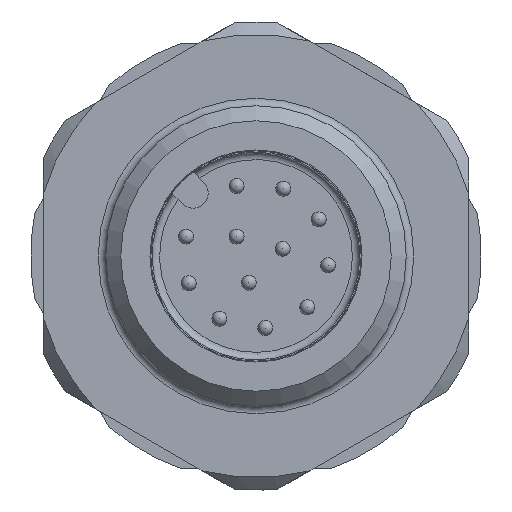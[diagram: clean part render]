
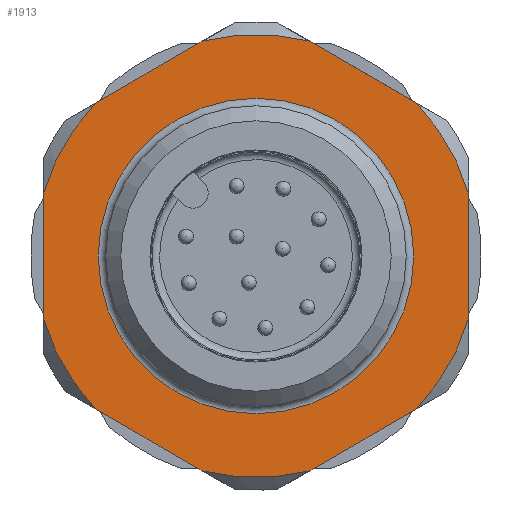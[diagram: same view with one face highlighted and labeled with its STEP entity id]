
A CAD part, front view. The second image highlights one B-rep face of the part: STEP entity #1913.
In plain terms, the highlighted planar face has unit normal (0, -1, 0).
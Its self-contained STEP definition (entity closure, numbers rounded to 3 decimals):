
#268=PLANE('',#2661);
#354=LINE('',#3923,#434);
#355=LINE('',#3924,#435);
#356=LINE('',#3925,#436);
#357=LINE('',#3926,#437);
#358=LINE('',#3927,#438);
#359=LINE('',#3928,#439);
#434=VECTOR('',#3073,1.);
#435=VECTOR('',#3074,1.);
#436=VECTOR('',#3075,1.);
#437=VECTOR('',#3076,1.);
#438=VECTOR('',#3077,1.);
#439=VECTOR('',#3078,1.);
#510=EDGE_LOOP('',(#906));
#511=EDGE_LOOP('',(#907,#908,#909,#910,#911,#912,#913,#914,#915,#916,#917,
#918));
#906=ORIENTED_EDGE('',*,*,#1470,.T.);
#907=ORIENTED_EDGE('',*,*,#1453,.F.);
#908=ORIENTED_EDGE('',*,*,#1471,.T.);
#909=ORIENTED_EDGE('',*,*,#1455,.F.);
#910=ORIENTED_EDGE('',*,*,#1472,.T.);
#911=ORIENTED_EDGE('',*,*,#1468,.F.);
#912=ORIENTED_EDGE('',*,*,#1473,.T.);
#913=ORIENTED_EDGE('',*,*,#1465,.F.);
#914=ORIENTED_EDGE('',*,*,#1474,.T.);
#915=ORIENTED_EDGE('',*,*,#1462,.F.);
#916=ORIENTED_EDGE('',*,*,#1475,.T.);
#917=ORIENTED_EDGE('',*,*,#1459,.F.);
#918=ORIENTED_EDGE('',*,*,#1476,.T.);
#1453=EDGE_CURVE('',#2410,#2411,#1722,.T.);
#1455=EDGE_CURVE('',#2412,#2413,#1723,.T.);
#1459=EDGE_CURVE('',#2414,#2415,#1724,.T.);
#1462=EDGE_CURVE('',#2416,#2417,#1725,.T.);
#1465=EDGE_CURVE('',#2418,#2419,#1726,.T.);
#1468=EDGE_CURVE('',#2420,#2421,#1727,.T.);
#1470=EDGE_CURVE('',#2422,#2422,#1728,.T.);
#1471=EDGE_CURVE('',#2410,#2413,#354,.T.);
#1472=EDGE_CURVE('',#2412,#2421,#355,.T.);
#1473=EDGE_CURVE('',#2420,#2419,#356,.T.);
#1474=EDGE_CURVE('',#2418,#2417,#357,.T.);
#1475=EDGE_CURVE('',#2416,#2415,#358,.T.);
#1476=EDGE_CURVE('',#2414,#2411,#359,.T.);
#1722=CIRCLE('',#2648,8.85);
#1723=CIRCLE('',#2650,8.85);
#1724=CIRCLE('',#2652,8.85);
#1725=CIRCLE('',#2654,8.85);
#1726=CIRCLE('',#2656,8.85);
#1727=CIRCLE('',#2658,8.85);
#1728=CIRCLE('',#2660,6.3);
#1913=ADVANCED_FACE('',(#2107,#2108),#268,.T.);
#2107=FACE_BOUND('',#510,.T.);
#2108=FACE_BOUND('',#511,.T.);
#2410=VERTEX_POINT('',#3853);
#2411=VERTEX_POINT('',#3855);
#2412=VERTEX_POINT('',#3862);
#2413=VERTEX_POINT('',#3863);
#2414=VERTEX_POINT('',#3877);
#2415=VERTEX_POINT('',#3879);
#2416=VERTEX_POINT('',#3889);
#2417=VERTEX_POINT('',#3891);
#2418=VERTEX_POINT('',#3901);
#2419=VERTEX_POINT('',#3903);
#2420=VERTEX_POINT('',#3913);
#2421=VERTEX_POINT('',#3915);
#2422=VERTEX_POINT('',#3922);
#2648=AXIS2_PLACEMENT_3D('',#3854,#3047,#3048);
#2650=AXIS2_PLACEMENT_3D('',#3861,#3051,#3052);
#2652=AXIS2_PLACEMENT_3D('',#3878,#3055,#3056);
#2654=AXIS2_PLACEMENT_3D('',#3890,#3059,#3060);
#2656=AXIS2_PLACEMENT_3D('',#3902,#3063,#3064);
#2658=AXIS2_PLACEMENT_3D('',#3914,#3067,#3068);
#2660=AXIS2_PLACEMENT_3D('',#3921,#3071,#3072);
#2661=AXIS2_PLACEMENT_3D('',#3929,#3079,#3080);
#3047=DIRECTION('',(0.,1.,0.));
#3048=DIRECTION('',(0.5,0.,-0.866));
#3051=DIRECTION('',(0.,1.,0.));
#3052=DIRECTION('',(0.5,0.,-0.866));
#3055=DIRECTION('',(0.,1.,0.));
#3056=DIRECTION('',(0.5,0.,-0.866));
#3059=DIRECTION('',(0.,1.,0.));
#3060=DIRECTION('',(0.5,0.,-0.866));
#3063=DIRECTION('',(0.,1.,0.));
#3064=DIRECTION('',(0.5,0.,-0.866));
#3067=DIRECTION('',(0.,1.,0.));
#3068=DIRECTION('',(0.5,0.,-0.866));
#3071=DIRECTION('',(0.,1.,0.));
#3072=DIRECTION('',(0.5,0.,-0.866));
#3073=DIRECTION('',(-0.866,0.,0.5));
#3074=DIRECTION('',(-0.866,0.,-0.5));
#3075=DIRECTION('',(0.,0.,-1.));
#3076=DIRECTION('',(0.866,0.,-0.5));
#3077=DIRECTION('',(0.866,0.,0.5));
#3078=DIRECTION('',(0.,0.,1.));
#3079=DIRECTION('',(0.,-1.,0.));
#3080=DIRECTION('',(-0.5,0.,0.866));
#3853=CARTESIAN_POINT('',(6.384,10.1,6.129));
#3854=CARTESIAN_POINT('',(0.,10.1,0.));
#3855=CARTESIAN_POINT('',(8.5,10.1,2.464));
#3861=CARTESIAN_POINT('',(0.,10.1,0.));
#3862=CARTESIAN_POINT('',(-2.116,10.1,8.593));
#3863=CARTESIAN_POINT('',(2.116,10.1,8.593));
#3877=CARTESIAN_POINT('',(8.5,10.1,-2.464));
#3878=CARTESIAN_POINT('',(0.,10.1,0.));
#3879=CARTESIAN_POINT('',(6.384,10.1,-6.129));
#3889=CARTESIAN_POINT('',(2.116,10.1,-8.593));
#3890=CARTESIAN_POINT('',(0.,10.1,0.));
#3891=CARTESIAN_POINT('',(-2.116,10.1,-8.593));
#3901=CARTESIAN_POINT('',(-6.384,10.1,-6.129));
#3902=CARTESIAN_POINT('',(0.,10.1,0.));
#3903=CARTESIAN_POINT('',(-8.5,10.1,-2.464));
#3913=CARTESIAN_POINT('',(-8.5,10.1,2.464));
#3914=CARTESIAN_POINT('',(0.,10.1,0.));
#3915=CARTESIAN_POINT('',(-6.384,10.1,6.129));
#3921=CARTESIAN_POINT('',(0.,10.1,0.));
#3922=CARTESIAN_POINT('',(3.15,10.1,-5.456));
#3923=CARTESIAN_POINT('',(0.418,10.1,9.574));
#3924=CARTESIAN_POINT('',(-11.914,10.1,2.936));
#3925=CARTESIAN_POINT('',(-8.5,10.1,-4.425));
#3926=CARTESIAN_POINT('',(-8.082,10.1,-5.149));
#3927=CARTESIAN_POINT('',(-3.414,10.1,-11.786));
#3928=CARTESIAN_POINT('',(8.5,10.1,-4.425));
#3929=CARTESIAN_POINT('',(-7.664,10.1,-4.425));
